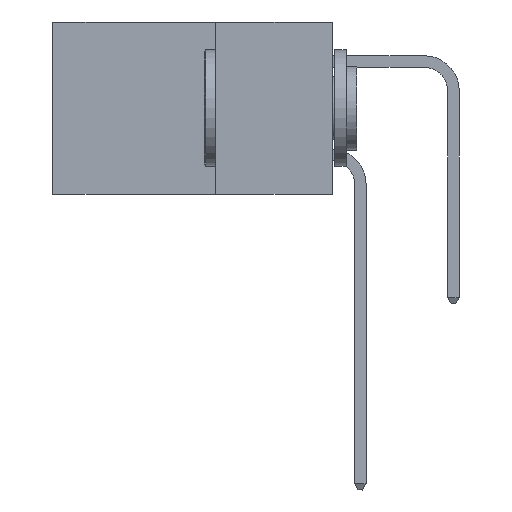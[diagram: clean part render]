
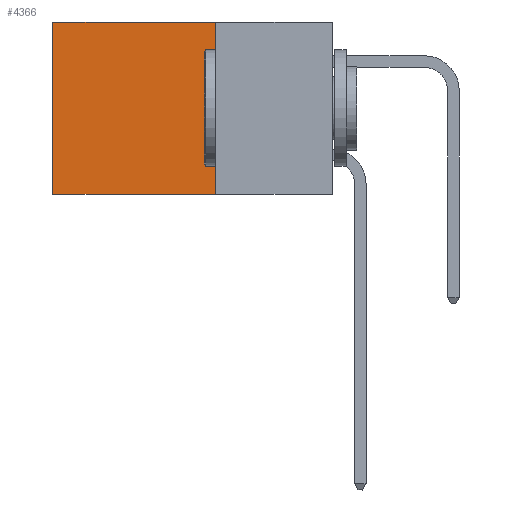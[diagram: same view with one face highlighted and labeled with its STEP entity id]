
A CAD part, left-side view. The second image highlights one B-rep face of the part: STEP entity #4366.
In plain terms, the highlighted planar face has unit normal (-1, 0, 0).
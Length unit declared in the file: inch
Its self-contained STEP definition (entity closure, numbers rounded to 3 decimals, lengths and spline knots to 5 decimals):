
#448 = VECTOR ( 'NONE', #7527, 39.37008 ) ;
#752 = FACE_OUTER_BOUND ( 'NONE', #18015, .T. ) ;
#1026 = DIRECTION ( 'NONE',  ( 1., 0., 0. ) ) ;
#1055 = DIRECTION ( 'NONE',  ( 0., 0., -1. ) ) ;
#1174 = CARTESIAN_POINT ( 'NONE',  ( 0.298, 0.6, 0. ) ) ;
#1306 = CARTESIAN_POINT ( 'NONE',  ( 0.298, 0.25, 0. ) ) ;
#1666 = EDGE_CURVE ( 'NONE', #10419, #7666, #5070, .T. ) ;
#2689 = LINE ( 'NONE', #17680, #16011 ) ;
#3121 = VERTEX_POINT ( 'NONE', #4408 ) ;
#4127 = EDGE_CURVE ( 'NONE', #3121, #10419, #9816, .T. ) ;
#4366 = ADVANCED_FACE ( 'NONE', ( #752 ), #11930, .F. ) ;
#4408 = CARTESIAN_POINT ( 'NONE',  ( 0.298, 0.25, 0. ) ) ;
#5070 = LINE ( 'NONE', #7154, #18487 ) ;
#6084 = AXIS2_PLACEMENT_3D ( 'NONE', #1306, #1026, #1055 ) ;
#7154 = CARTESIAN_POINT ( 'NONE',  ( 0.298, 0.25, -0.37 ) ) ;
#7492 = CARTESIAN_POINT ( 'NONE',  ( 0.298, 0.6, -0.37 ) ) ;
#7527 = DIRECTION ( 'NONE',  ( 0., 0., -1. ) ) ;
#7666 = VERTEX_POINT ( 'NONE', #7492 ) ;
#7757 = ORIENTED_EDGE ( 'NONE', *, *, #4127, .F. ) ;
#7933 = ORIENTED_EDGE ( 'NONE', *, *, #19562, .T. ) ;
#8467 = CARTESIAN_POINT ( 'NONE',  ( 0.298, 0.6, 0. ) ) ;
#9042 = DIRECTION ( 'NONE',  ( 0., 1., 0. ) ) ;
#9458 = DIRECTION ( 'NONE',  ( 0., 1., 0. ) ) ;
#9816 = LINE ( 'NONE', #11904, #448 ) ;
#10419 = VERTEX_POINT ( 'NONE', #20780 ) ;
#11188 = LINE ( 'NONE', #1174, #16929 ) ;
#11904 = CARTESIAN_POINT ( 'NONE',  ( 0.298, 0.25, 0. ) ) ;
#11930 = PLANE ( 'NONE',  #6084 ) ;
#12913 = ORIENTED_EDGE ( 'NONE', *, *, #13698, .T. ) ;
#13338 = DIRECTION ( 'NONE',  ( 0., 0., -1. ) ) ;
#13698 = EDGE_CURVE ( 'NONE', #3121, #16859, #2689, .T. ) ;
#16011 = VECTOR ( 'NONE', #9042, 39.37008 ) ;
#16307 = ORIENTED_EDGE ( 'NONE', *, *, #1666, .F. ) ;
#16859 = VERTEX_POINT ( 'NONE', #8467 ) ;
#16929 = VECTOR ( 'NONE', #13338, 39.37008 ) ;
#17680 = CARTESIAN_POINT ( 'NONE',  ( 0.298, 0.25, 0. ) ) ;
#18015 = EDGE_LOOP ( 'NONE', ( #7933, #16307, #7757, #12913 ) ) ;
#18487 = VECTOR ( 'NONE', #9458, 39.37008 ) ;
#19562 = EDGE_CURVE ( 'NONE', #16859, #7666, #11188, .T. ) ;
#20780 = CARTESIAN_POINT ( 'NONE',  ( 0.298, 0.25, -0.37 ) ) ;
